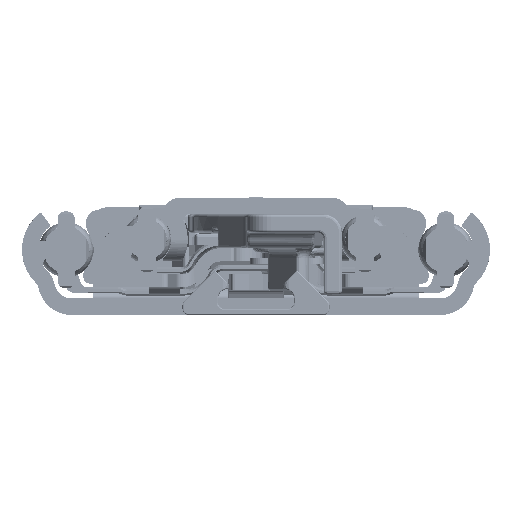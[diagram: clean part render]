
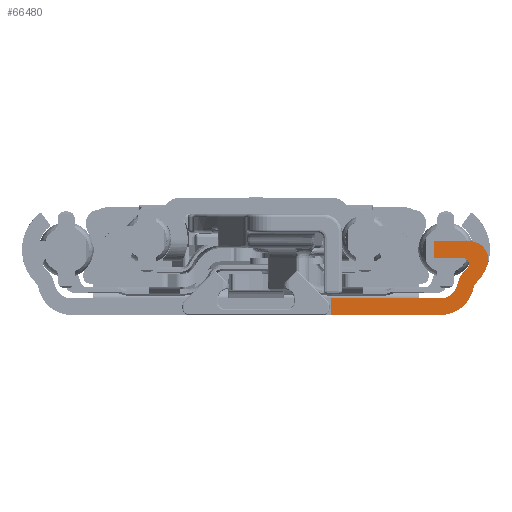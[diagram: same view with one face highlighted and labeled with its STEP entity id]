
A CAD part, front view. The second image highlights one B-rep face of the part: STEP entity #66480.
In plain terms, the highlighted planar face has unit normal (0, -1, 0).
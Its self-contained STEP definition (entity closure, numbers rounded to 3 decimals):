
#3180=PLANE('',#70970);
#4599=FACE_OUTER_BOUND('',#8475,.T.);
#8475=EDGE_LOOP('',(#43578,#43579,#43580,#43581,#43582,#43583,#43584,#43585,
#43586,#43587,#43588,#43589,#43590,#43591,#43592,#43593));
#12405=LINE('',#98402,#17663);
#12411=LINE('',#98414,#17669);
#12453=LINE('',#98541,#17711);
#12465=LINE('',#98604,#17723);
#12466=LINE('',#98612,#17724);
#12467=LINE('',#98614,#17725);
#12468=LINE('',#98616,#17726);
#12469=LINE('',#98624,#17727);
#17663=VECTOR('',#78359,10.);
#17669=VECTOR('',#78373,10.);
#17711=VECTOR('',#78461,10.);
#17723=VECTOR('',#78513,10.);
#17724=VECTOR('',#78520,10.);
#17725=VECTOR('',#78521,10.);
#17726=VECTOR('',#78522,10.);
#17727=VECTOR('',#78529,10.);
#22962=CIRCLE('',#70971,5.45);
#22963=CIRCLE('',#70972,1.5);
#22964=CIRCLE('',#70973,7.6);
#22965=CIRCLE('',#70974,3.);
#22966=CIRCLE('',#70975,1.);
#22967=CIRCLE('',#70976,4.9);
#22968=CIRCLE('',#70977,4.2);
#22969=CIRCLE('',#70978,2.75);
#26138=VERTEX_POINT('',#98398);
#26140=VERTEX_POINT('',#98401);
#26142=VERTEX_POINT('',#98413);
#26204=VERTEX_POINT('',#98539);
#26234=VERTEX_POINT('',#98601);
#26235=VERTEX_POINT('',#98603);
#26236=VERTEX_POINT('',#98605);
#26237=VERTEX_POINT('',#98607);
#26238=VERTEX_POINT('',#98609);
#26239=VERTEX_POINT('',#98611);
#26240=VERTEX_POINT('',#98613);
#26241=VERTEX_POINT('',#98615);
#26242=VERTEX_POINT('',#98617);
#26243=VERTEX_POINT('',#98619);
#26244=VERTEX_POINT('',#98621);
#26245=VERTEX_POINT('',#98623);
#32888=EDGE_CURVE('',#26140,#26138,#12405,.T.);
#32895=EDGE_CURVE('',#26142,#26140,#12411,.T.);
#32959=EDGE_CURVE('',#26138,#26204,#12453,.T.);
#32989=EDGE_CURVE('',#26204,#26234,#22962,.T.);
#32990=EDGE_CURVE('',#26234,#26235,#12465,.T.);
#32991=EDGE_CURVE('',#26235,#26236,#22963,.T.);
#32992=EDGE_CURVE('',#26236,#26237,#22964,.T.);
#32993=EDGE_CURVE('',#26237,#26238,#22965,.T.);
#32994=EDGE_CURVE('',#26238,#26239,#12466,.T.);
#32995=EDGE_CURVE('',#26239,#26240,#12467,.T.);
#32996=EDGE_CURVE('',#26240,#26241,#12468,.T.);
#32997=EDGE_CURVE('',#26241,#26242,#22966,.T.);
#32998=EDGE_CURVE('',#26242,#26243,#22967,.T.);
#32999=EDGE_CURVE('',#26243,#26244,#22968,.T.);
#33000=EDGE_CURVE('',#26244,#26245,#12469,.T.);
#33001=EDGE_CURVE('',#26245,#26142,#22969,.T.);
#43578=ORIENTED_EDGE('',*,*,#32888,.T.);
#43579=ORIENTED_EDGE('',*,*,#32959,.T.);
#43580=ORIENTED_EDGE('',*,*,#32989,.T.);
#43581=ORIENTED_EDGE('',*,*,#32990,.T.);
#43582=ORIENTED_EDGE('',*,*,#32991,.T.);
#43583=ORIENTED_EDGE('',*,*,#32992,.T.);
#43584=ORIENTED_EDGE('',*,*,#32993,.T.);
#43585=ORIENTED_EDGE('',*,*,#32994,.T.);
#43586=ORIENTED_EDGE('',*,*,#32995,.T.);
#43587=ORIENTED_EDGE('',*,*,#32996,.T.);
#43588=ORIENTED_EDGE('',*,*,#32997,.T.);
#43589=ORIENTED_EDGE('',*,*,#32998,.T.);
#43590=ORIENTED_EDGE('',*,*,#32999,.T.);
#43591=ORIENTED_EDGE('',*,*,#33000,.T.);
#43592=ORIENTED_EDGE('',*,*,#33001,.T.);
#43593=ORIENTED_EDGE('',*,*,#32895,.T.);
#66480=ADVANCED_FACE('',(#4599),#3180,.F.);
#70970=AXIS2_PLACEMENT_3D('',#98600,#78509,#78510);
#70971=AXIS2_PLACEMENT_3D('',#98602,#78511,#78512);
#70972=AXIS2_PLACEMENT_3D('',#98606,#78514,#78515);
#70973=AXIS2_PLACEMENT_3D('',#98608,#78516,#78517);
#70974=AXIS2_PLACEMENT_3D('',#98610,#78518,#78519);
#70975=AXIS2_PLACEMENT_3D('',#98618,#78523,#78524);
#70976=AXIS2_PLACEMENT_3D('',#98620,#78525,#78526);
#70977=AXIS2_PLACEMENT_3D('',#98622,#78527,#78528);
#70978=AXIS2_PLACEMENT_3D('',#98625,#78530,#78531);
#78359=DIRECTION('',(0.,0.,-1.));
#78373=DIRECTION('',(-1.,0.,0.));
#78461=DIRECTION('',(1.,0.,0.));
#78509=DIRECTION('center_axis',(0.,1.,0.));
#78510=DIRECTION('ref_axis',(0.,0.,1.));
#78511=DIRECTION('center_axis',(0.,-1.,0.));
#78512=DIRECTION('ref_axis',(-0.966,0.,0.259));
#78513=DIRECTION('',(0.259,0.,0.966));
#78514=DIRECTION('center_axis',(0.,1.,0.));
#78515=DIRECTION('ref_axis',(-0.966,0.,0.259));
#78516=DIRECTION('center_axis',(0.,-1.,0.));
#78517=DIRECTION('ref_axis',(-0.938,0.,0.348));
#78518=DIRECTION('center_axis',(0.,-1.,0.));
#78519=DIRECTION('ref_axis',(0.,0.,
-1.));
#78520=DIRECTION('',(-1.,0.,0.));
#78521=DIRECTION('',(0.,0.,-1.));
#78522=DIRECTION('',(1.,0.,0.));
#78523=DIRECTION('center_axis',(0.,1.,0.));
#78524=DIRECTION('ref_axis',(0.,0.,1.));
#78525=DIRECTION('center_axis',(0.,1.,0.));
#78526=DIRECTION('ref_axis',(0.808,0.,-0.59));
#78527=DIRECTION('center_axis',(0.,-1.,0.));
#78528=DIRECTION('ref_axis',(0.966,0.,-0.259));
#78529=DIRECTION('',(-0.259,0.,-0.966));
#78530=DIRECTION('center_axis',(0.,1.,0.));
#78531=DIRECTION('ref_axis',(0.966,0.,-0.259));
#98398=CARTESIAN_POINT('',(12.227,0.,0.));
#98401=CARTESIAN_POINT('',(12.227,0.,2.7));
#98402=CARTESIAN_POINT('',(12.227,0.,3.391));
#98413=CARTESIAN_POINT('',(30.069,0.,2.7));
#98414=CARTESIAN_POINT('',(30.069,0.,2.7));
#98539=CARTESIAN_POINT('',(30.069,0.,0.));
#98541=CARTESIAN_POINT('',(25.,0.,0.));
#98600=CARTESIAN_POINT('Origin',(0.,0.,4.082));
#98601=CARTESIAN_POINT('',(35.333,0.,4.039));
#98602=CARTESIAN_POINT('Origin',(30.069,0.,
5.45));
#98603=CARTESIAN_POINT('',(35.465,0.,4.533));
#98604=CARTESIAN_POINT('',(35.333,0.,4.039));
#98605=CARTESIAN_POINT('',(35.857,0.,5.209));
#98606=CARTESIAN_POINT('Origin',(36.914,0.,
4.145));
#98607=CARTESIAN_POINT('',(37.625,0.,7.957));
#98608=CARTESIAN_POINT('Origin',(30.5,0.,
10.6));
#98609=CARTESIAN_POINT('',(34.813,0.,12.));
#98610=CARTESIAN_POINT('Origin',(34.813,0.,
9.));
#98611=CARTESIAN_POINT('',(29.,0.,12.));
#98612=CARTESIAN_POINT('',(34.813,0.,12.));
#98613=CARTESIAN_POINT('',(29.,0.,9.3));
#98614=CARTESIAN_POINT('',(29.,0.,12.));
#98615=CARTESIAN_POINT('',(33.65,0.,9.3));
#98616=CARTESIAN_POINT('',(29.,0.,9.3));
#98617=CARTESIAN_POINT('',(34.457,0.,7.71));
#98618=CARTESIAN_POINT('Origin',(33.65,0.,
8.3));
#98619=CARTESIAN_POINT('',(33.954,0.,7.124));
#98620=CARTESIAN_POINT('Origin',(30.5,0.,
10.6));
#98621=CARTESIAN_POINT('',(32.857,0.,5.232));
#98622=CARTESIAN_POINT('Origin',(36.914,0.,
4.145));
#98623=CARTESIAN_POINT('',(32.725,0.,4.738));
#98624=CARTESIAN_POINT('',(32.857,0.,5.232));
#98625=CARTESIAN_POINT('Origin',(30.069,0.,
5.45));
